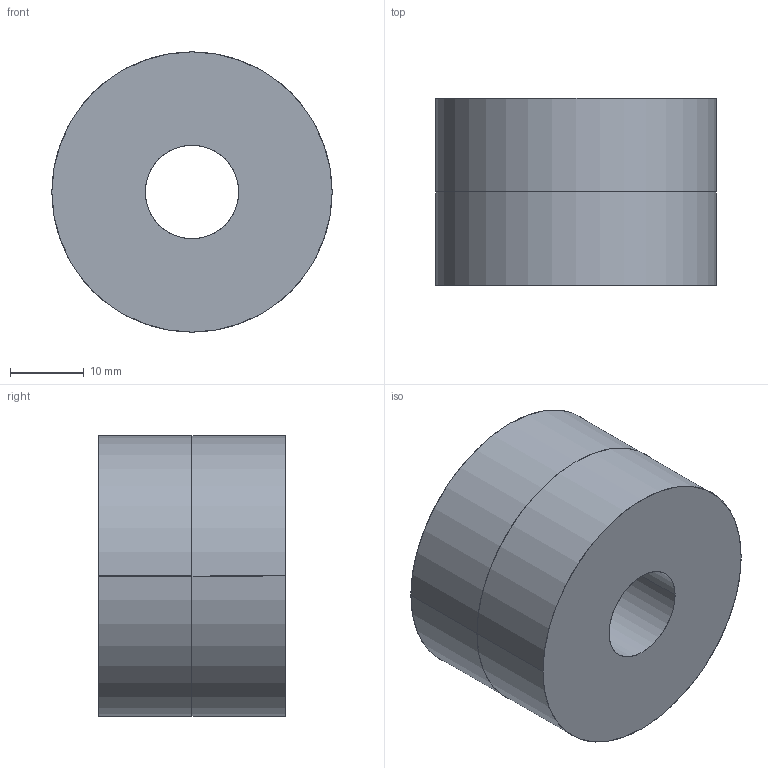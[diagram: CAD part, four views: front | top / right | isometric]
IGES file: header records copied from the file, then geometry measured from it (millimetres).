
Start section: SolidWorks IGES file using analytic representation for surfaces
Global section: file name: idea2.IGS; native system: SolidWorks 2010; preprocessor: SolidWorks 2010; author: nebarnix; date: 110312.144726; units: inch
Bounding box: 38.1 x 25.4 x 38.1 mm (x, y, z)
Surface area: 12039.2 mm2 (no closed solid volume)
Topology: 0 solids, 0 shells, 30 faces, 736 edges, 736 vertices
Faces by surface type: revolution 20, bspline 10
